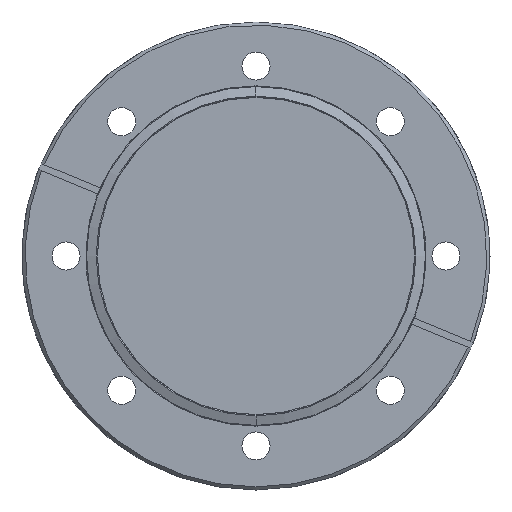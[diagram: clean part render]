
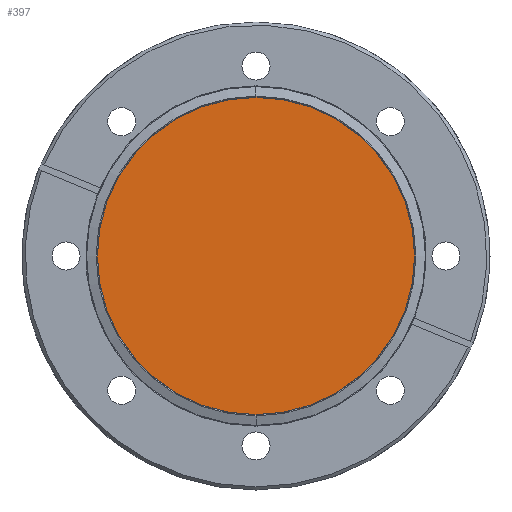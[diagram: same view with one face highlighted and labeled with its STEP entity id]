
A CAD part, left-side view. The second image highlights one B-rep face of the part: STEP entity #397.
In plain terms, the highlighted planar face has unit normal (-1, 0, 0).
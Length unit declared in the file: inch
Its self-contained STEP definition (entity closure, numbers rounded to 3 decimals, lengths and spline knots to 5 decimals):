
#69 = ORIENTED_EDGE ( 'NONE', *, *, #1241, .T. ) ;
#91 = FACE_OUTER_BOUND ( 'NONE', #281, .T. ) ;
#204 = DIRECTION ( 'NONE',  ( 0., 0., -1. ) ) ;
#281 = EDGE_LOOP ( 'NONE', ( #626, #69 ) ) ;
#314 = DIRECTION ( 'NONE',  ( -1., 0., 0. ) ) ;
#336 = DIRECTION ( 'NONE',  ( -1., 0., 0. ) ) ;
#354 = VERTEX_POINT ( 'NONE', #1380 ) ;
#397 = ADVANCED_FACE ( 'NONE', ( #91 ), #1038, .F. ) ;
#406 = AXIS2_PLACEMENT_3D ( 'NONE', #932, #1404, #804 ) ;
#540 = CARTESIAN_POINT ( 'NONE',  ( 0.051, 0., -1.515 ) ) ;
#563 = CARTESIAN_POINT ( 'NONE',  ( 0.051, 0., 0. ) ) ;
#623 = CIRCLE ( 'NONE', #1485, 1.515 ) ;
#626 = ORIENTED_EDGE ( 'NONE', *, *, #909, .T. ) ;
#709 = VERTEX_POINT ( 'NONE', #540 ) ;
#710 = CIRCLE ( 'NONE', #1253, 1.515 ) ;
#804 = DIRECTION ( 'NONE',  ( 0., 0., -1. ) ) ;
#909 = EDGE_CURVE ( 'NONE', #709, #354, #710, .T. ) ;
#932 = CARTESIAN_POINT ( 'NONE',  ( 0.051, 1.52, 0. ) ) ;
#951 = CARTESIAN_POINT ( 'NONE',  ( 0.051, 0., 0. ) ) ;
#1038 = PLANE ( 'NONE',  #406 ) ;
#1241 = EDGE_CURVE ( 'NONE', #354, #709, #623, .T. ) ;
#1253 = AXIS2_PLACEMENT_3D ( 'NONE', #951, #314, #204 ) ;
#1380 = CARTESIAN_POINT ( 'NONE',  ( 0.051, 0., 1.515 ) ) ;
#1398 = DIRECTION ( 'NONE',  ( 0., 0., -1. ) ) ;
#1404 = DIRECTION ( 'NONE',  ( 1., 0., 0. ) ) ;
#1485 = AXIS2_PLACEMENT_3D ( 'NONE', #563, #336, #1398 ) ;
